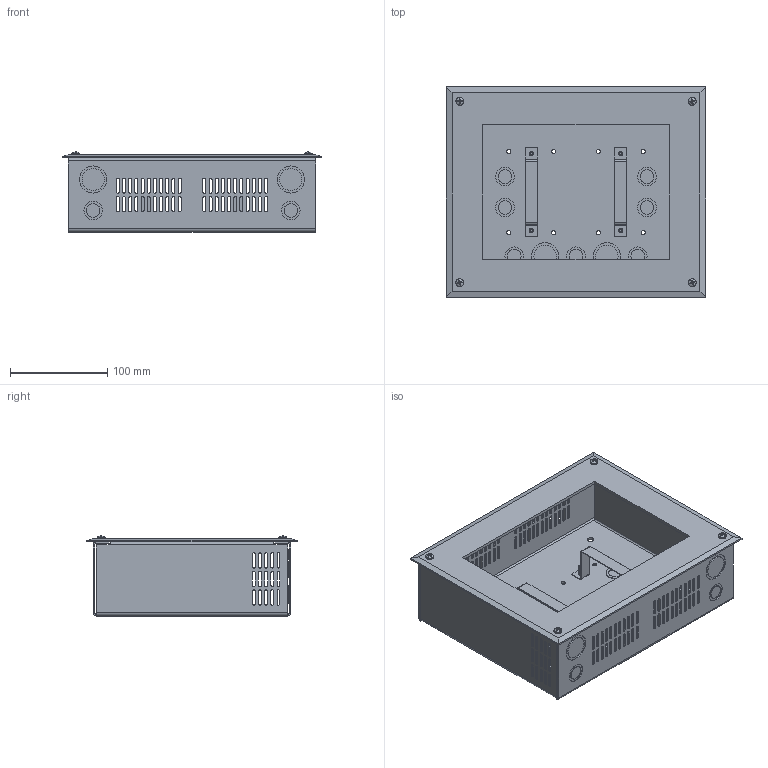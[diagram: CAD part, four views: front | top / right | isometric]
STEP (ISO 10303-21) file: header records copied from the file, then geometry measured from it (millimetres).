
FILE_DESCRIPTION (( 'STEP AP214' ), '1' );
FILE_NAME ('WMST7 Dimensional.STEP', '2023-11-09T17:37:17', ( '' ), ( '' ), 'SwSTEP 2.0', 'SolidWorks 2022', '' );
FILE_SCHEMA (( 'AUTOMOTIVE_DESIGN' ));
Length unit declared in the file: inch
Products named in the file (8): PEM FH-632-8 X--N_PEM FH-632-8 X--N; 305-104436.50; WMST7 Dimensional; CR-PHMS 0.164-32x0.375x0.375-N_CR-PHMS 0.164-32x0.375x0.375-N; 306-104437.50; PEM CLS-832-2 ---N_PEM CLS-832-2 ---N; 305-104435.50
Assembly tree (17 placements, depth 3):
  WMST7 Dimensional
    305-104436.50
      305-104436.50
      PEM FH-632-8 X--N_PEM FH-632-8 X--N  x4
      PEM CLS-832-2 ---N_PEM CLS-832-2 ---N  x4
    306-104437.50  x2
    305-104435.50
    CR-PHMS 0.164-32x0.375x0.375-N_CR-PHMS 0.164-32x0.375x0.375-N  x4
Bounding box: 266.7 x 215.9 x 82.26 mm (x, y, z)
Volume: 294249 mm3; surface area: 336021.7 mm2
Topology: 16 solids, 16 shells, 1822 faces, 4982 edges, 3268 vertices
Faces by surface type: plane 1016, cylinder 690, cone 92, torus 16, sphere 8
Entity records: 38389 total; most frequent: DIRECTION 6799, CARTESIAN_POINT 6617, ORIENTED_EDGE 6382, EDGE_CURVE 3191, AXIS2_PLACEMENT_3D 2448, VERTEX_POINT 2098, LINE 1903, VECTOR 1903
